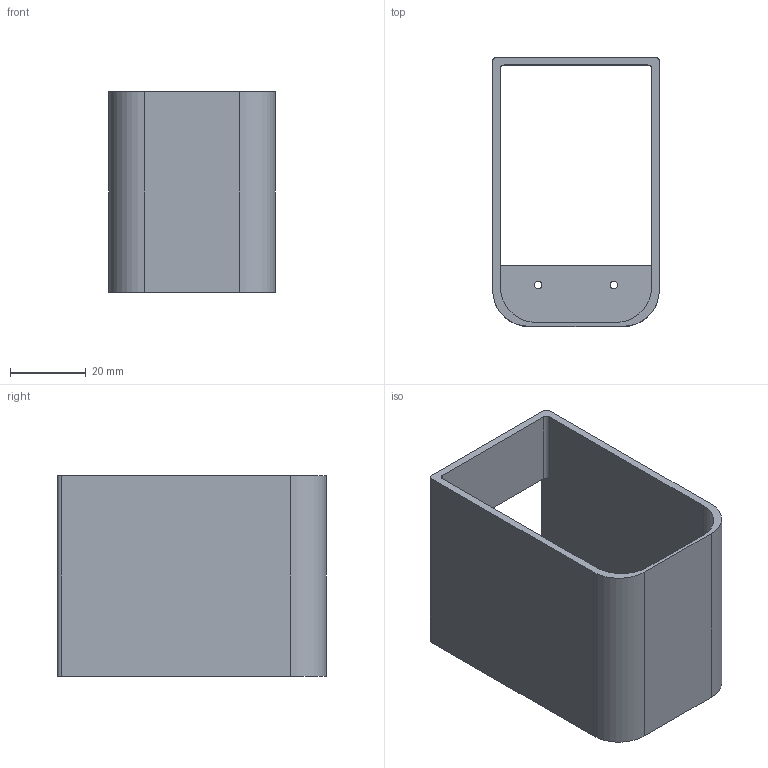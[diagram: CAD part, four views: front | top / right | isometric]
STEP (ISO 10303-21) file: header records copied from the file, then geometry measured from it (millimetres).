
FILE_DESCRIPTION(/* description */ (''),/* implementation_level */ '2;1');
FILE_NAME(/* name */ 'Camera Isolation Shield.step',/* time_stamp */ '2019-11-05T11:51:25+01:00',/* author */ (''),/* organization */ (''),/* preprocessor_version */ 'ST-DEVELOPER v18',/* originating_system */ 'Autodesk Translation Framework v8.9.1.1155',/* authorisation */ '');
FILE_SCHEMA (('AUTOMOTIVE_DESIGN { 1 0 10303 214 3 1 1 }'));
Length unit declared in the file: millimetre
Products named in the file (1): Camera Isolation Shield
Bounding box: 44 x 71 x 53 mm (x, y, z)
Volume: 20422.8 mm3; surface area: 22093 mm2
Topology: 1 solids, 1 shells, 23 faces, 66 edges, 44 vertices
Faces by surface type: plane 13, cylinder 10
Full cylindrical faces by diameter (mm): 2 x2
Entity records: 812 total; most frequent: DIRECTION 134, CARTESIAN_POINT 134, ORIENTED_EDGE 132, EDGE_CURVE 66, LINE 46, VECTOR 46, VERTEX_POINT 44, AXIS2_PLACEMENT_3D 44
